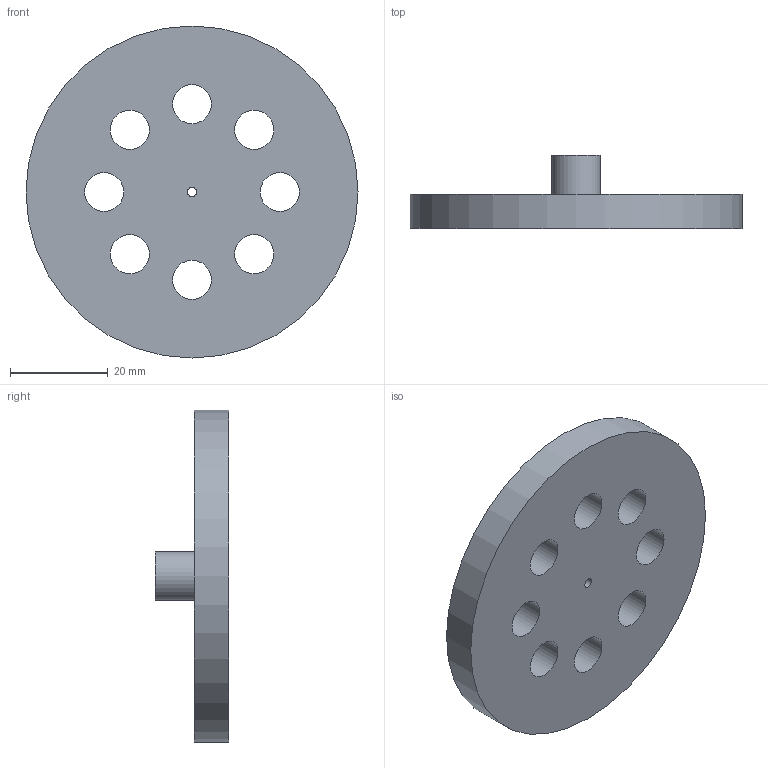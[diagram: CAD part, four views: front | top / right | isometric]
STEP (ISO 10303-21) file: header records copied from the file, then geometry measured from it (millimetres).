
FILE_DESCRIPTION(/* description */ (''),/* implementation_level */ '2;1');
FILE_NAME(/* name */ 'Wheel .step',/* time_stamp */ '2022-06-04T22:36:44+05:30',/* author */ (''),/* organization */ (''),/* preprocessor_version */ 'ST-DEVELOPER v19',/* originating_system */ 'Autodesk Translation Framework v11.7.0.108',/* authorisation */ '');
FILE_SCHEMA (('AUTOMOTIVE_DESIGN { 1 0 10303 214 3 1 1 }'));
Length unit declared in the file: millimetre
Products named in the file (1): Wheel
Bounding box: 68 x 15 x 68 mm (x, y, z)
Volume: 23069.1 mm3; surface area: 9777.5 mm2
Topology: 1 solids, 1 shells, 19 faces, 45 edges, 30 vertices
Faces by surface type: cylinder 13, plane 6
Full cylindrical faces by diameter (mm): 1.9 x1, 8 x8, 10 x1, 68 x1
Entity records: 634 total; most frequent: DIRECTION 111, CARTESIAN_POINT 95, ORIENTED_EDGE 90, AXIS2_PLACEMENT_3D 46, EDGE_CURVE 45, EDGE_LOOP 39, VERTEX_POINT 30, CIRCLE 26
